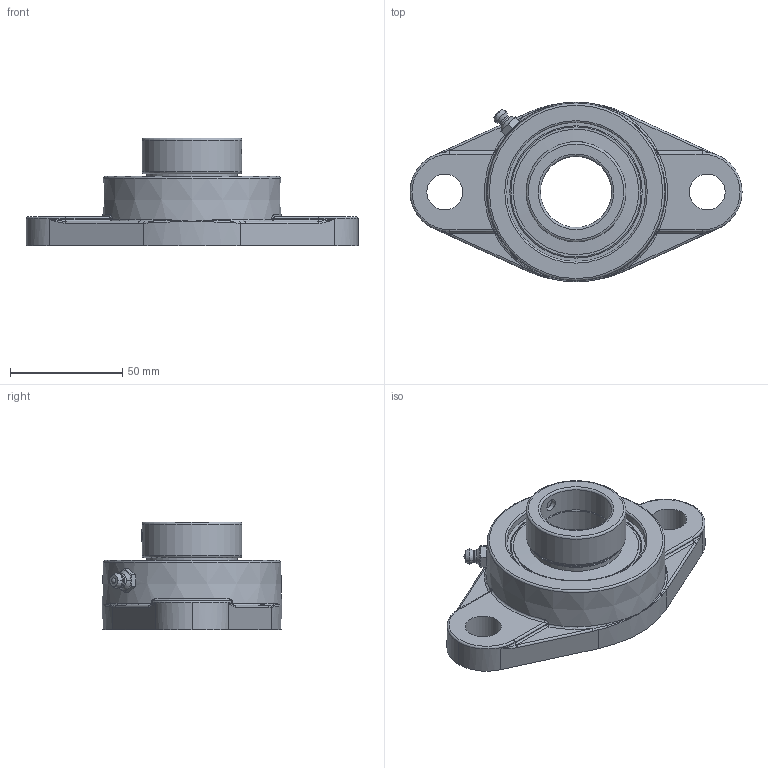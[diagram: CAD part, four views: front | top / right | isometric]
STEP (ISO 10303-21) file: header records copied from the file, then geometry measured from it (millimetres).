
FILE_DESCRIPTION(('HOOPS Exchange Step'),'2;1');
FILE_NAME('export-EEA9506E-2A55-4009-B39A-8F7B13F068F4.stp','2019-11-06T14:58:34-08:00',('dkerr'),('Alibre'),'HOOPS Exchange 2019.2','Alibre','Unknown authorisation');
FILE_SCHEMA( ('AP242_MANAGED_MODEL_BASED_3D_ENGINEERING_MIM_LF {1 0 10303 442 1 1 4 }') );
Length unit declared in the file: inch
Products named in the file (8): MRN SFL 206 (NO LETTERING); UCP ZERK 6mm; SNC 206 SHIELD; SNC 206-20 COLLAR; SNC 206-20 RACES; SUC 206 SS; MRN SNC 206-20; MRN SNCFL 206 20
Assembly tree (8 placements, depth 3):
  MRN SNCFL 206 20
    MRN SFL 206 (NO LETTERING)
    UCP ZERK 6mm
    MRN SNC 206-20
      SNC 206 SHIELD  x2
      SNC 206-20 COLLAR
      SNC 206-20 RACES
      SUC 206 SS
Bounding box: 148 x 80 x 48.1 mm (x, y, z)
Volume: 135473.3 mm3; surface area: 55257.1 mm2
Topology: 8 solids, 8 shells, 214 faces, 554 edges, 348 vertices
Faces by surface type: cylinder 63, plane 55, bspline 40, torus 29, cone 19, sphere 8
Full cylindrical faces by diameter (mm): 2.506 x2, 5.359 x7, 5.994 x1, 6 x1, 16 x2, 31.75 x2, 37.643 x2, 40.322 x4, 41.338 x2, 44.501 x1, 51.397 x2, 55.88 x2, 62.017 x1, 63.21 x1
Entity records: 15634 total; most frequent: CARTESIAN_POINT 10532, ORIENTED_EDGE 1046, DIRECTION 1009, EDGE_CURVE 523, AXIS2_PLACEMENT_3D 433, VERTEX_POINT 334, CIRCLE 238, EDGE_LOOP 233
